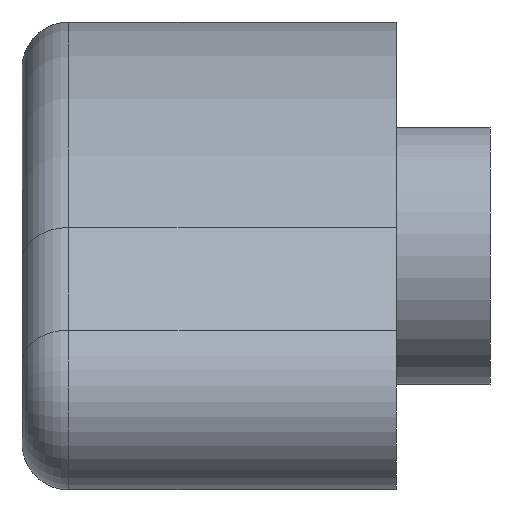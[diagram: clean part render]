
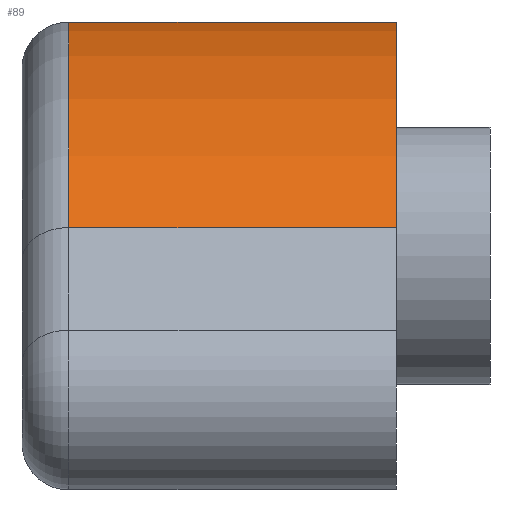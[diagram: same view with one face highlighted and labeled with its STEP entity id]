
A CAD part, left-side view. The second image highlights one B-rep face of the part: STEP entity #89.
In plain terms, the highlighted cylindrical face has radius 15 mm (diameter 30 mm), a partial arc.
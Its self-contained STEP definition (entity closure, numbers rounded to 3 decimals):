
#10 = VERTEX_POINT ( 'NONE', #1038 ) ;
#44 = CYLINDRICAL_SURFACE ( 'NONE', #943, 15. ) ;
#64 = DIRECTION ( 'NONE',  ( 0., 0., 1. ) ) ;
#67 = CIRCLE ( 'NONE', #1032, 15. ) ;
#76 = CARTESIAN_POINT ( 'NONE',  ( -24.393, 7., -34.393 ) ) ;
#89 = ADVANCED_FACE ( 'NONE', ( #112 ), #44, .T. ) ;
#95 = LINE ( 'NONE', #765, #128 ) ;
#112 = FACE_OUTER_BOUND ( 'NONE', #263, .T. ) ;
#128 = VECTOR ( 'NONE', #517, 1000. ) ;
#147 = ORIENTED_EDGE ( 'NONE', *, *, #1028, .T. ) ;
#202 = ORIENTED_EDGE ( 'NONE', *, *, #962, .F. ) ;
#263 = EDGE_LOOP ( 'NONE', ( #374, #147, #876, #202 ) ) ;
#296 = VERTEX_POINT ( 'NONE', #852 ) ;
#325 = CARTESIAN_POINT ( 'NONE',  ( -13.787, 8., -30. ) ) ;
#331 = CARTESIAN_POINT ( 'NONE',  ( -13.787, 7., -45. ) ) ;
#351 = CIRCLE ( 'NONE', #633, 15. ) ;
#373 = VECTOR ( 'NONE', #1060, 1000. ) ;
#374 = ORIENTED_EDGE ( 'NONE', *, *, #1059, .F. ) ;
#410 = EDGE_CURVE ( 'NONE', #296, #505, #95, .T. ) ;
#488 = CARTESIAN_POINT ( 'NONE',  ( -13.787, 7., -30. ) ) ;
#505 = VERTEX_POINT ( 'NONE', #76 ) ;
#517 = DIRECTION ( 'NONE',  ( 0., 1., 0. ) ) ;
#523 = VERTEX_POINT ( 'NONE', #488 ) ;
#539 = DIRECTION ( 'NONE',  ( 0., 0., -1. ) ) ;
#633 = AXIS2_PLACEMENT_3D ( 'NONE', #331, #665, #991 ) ;
#665 = DIRECTION ( 'NONE',  ( 0., -1., 0. ) ) ;
#720 = DIRECTION ( 'NONE',  ( 0., -1., 0. ) ) ;
#765 = CARTESIAN_POINT ( 'NONE',  ( -24.393, 8., -34.393 ) ) ;
#852 = CARTESIAN_POINT ( 'NONE',  ( -24.393, 0., -34.393 ) ) ;
#869 = CARTESIAN_POINT ( 'NONE',  ( -13.787, 8., -45. ) ) ;
#876 = ORIENTED_EDGE ( 'NONE', *, *, #410, .F. ) ;
#911 = DIRECTION ( 'NONE',  ( 0., -1., 0. ) ) ;
#917 = LINE ( 'NONE', #325, #373 ) ;
#943 = AXIS2_PLACEMENT_3D ( 'NONE', #869, #720, #539 ) ;
#962 = EDGE_CURVE ( 'NONE', #10, #296, #67, .T. ) ;
#982 = CARTESIAN_POINT ( 'NONE',  ( -13.787, 0., -45. ) ) ;
#991 = DIRECTION ( 'NONE',  ( 0., 0., 1. ) ) ;
#1028 = EDGE_CURVE ( 'NONE', #523, #505, #351, .T. ) ;
#1032 = AXIS2_PLACEMENT_3D ( 'NONE', #982, #911, #64 ) ;
#1038 = CARTESIAN_POINT ( 'NONE',  ( -13.787, 0., -30. ) ) ;
#1059 = EDGE_CURVE ( 'NONE', #523, #10, #917, .T. ) ;
#1060 = DIRECTION ( 'NONE',  ( 0., -1., 0. ) ) ;
